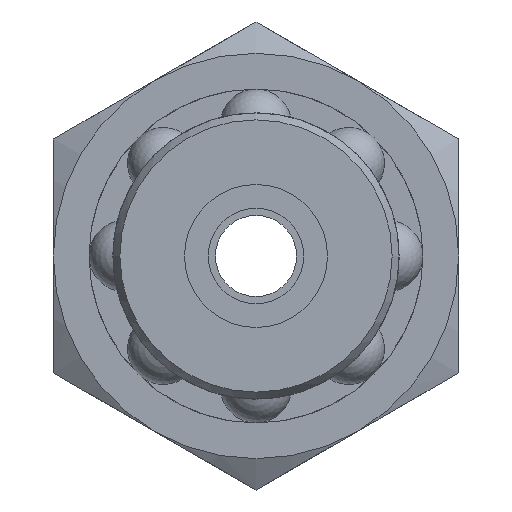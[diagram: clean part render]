
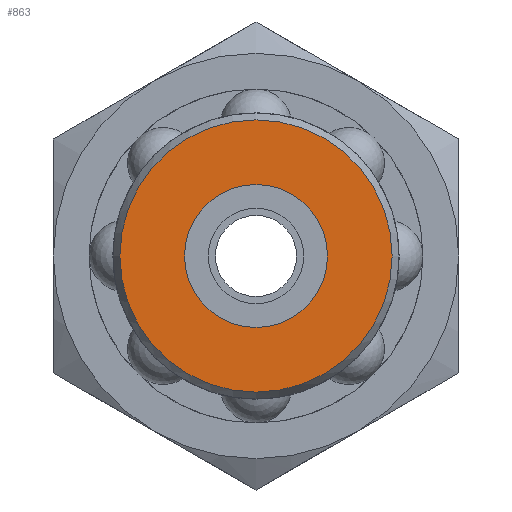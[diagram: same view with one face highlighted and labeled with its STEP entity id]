
A CAD part, left-side view. The second image highlights one B-rep face of the part: STEP entity #863.
In plain terms, the highlighted planar face has unit normal (-1, 0, 0).
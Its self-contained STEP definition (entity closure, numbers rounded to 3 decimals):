
#48=FACE_BOUND('',#272,.T.);
#150=PLANE('',#1003);
#204=FACE_OUTER_BOUND('',#271,.T.);
#271=EDGE_LOOP('',(#774));
#272=EDGE_LOOP('',(#775));
#293=CIRCLE('',#918,3.);
#344=CIRCLE('',#1004,5.711);
#383=VERTEX_POINT('',#1392);
#435=VERTEX_POINT('',#1738);
#473=EDGE_CURVE('',#383,#383,#293,.T.);
#556=EDGE_CURVE('',#435,#435,#344,.T.);
#774=ORIENTED_EDGE('',*,*,#556,.F.);
#775=ORIENTED_EDGE('',*,*,#473,.T.);
#863=ADVANCED_FACE('',(#204,#48),#150,.T.);
#918=AXIS2_PLACEMENT_3D('',#1393,#1085,#1086);
#1003=AXIS2_PLACEMENT_3D('',#1737,#1271,#1272);
#1004=AXIS2_PLACEMENT_3D('',#1739,#1273,#1274);
#1085=DIRECTION('center_axis',(1.,0.,0.));
#1086=DIRECTION('ref_axis',(0.,-1.,0.));
#1271=DIRECTION('center_axis',(-1.,0.,0.));
#1272=DIRECTION('ref_axis',(0.,0.,1.));
#1273=DIRECTION('center_axis',(1.,0.,0.));
#1274=DIRECTION('ref_axis',(0.,-1.,0.));
#1392=CARTESIAN_POINT('',(-17.,-3.,0.));
#1393=CARTESIAN_POINT('Origin',(-17.,0.,0.));
#1737=CARTESIAN_POINT('Origin',(-17.,-2.856,0.));
#1738=CARTESIAN_POINT('',(-17.,-5.711,0.));
#1739=CARTESIAN_POINT('Origin',(-17.,0.,0.));
